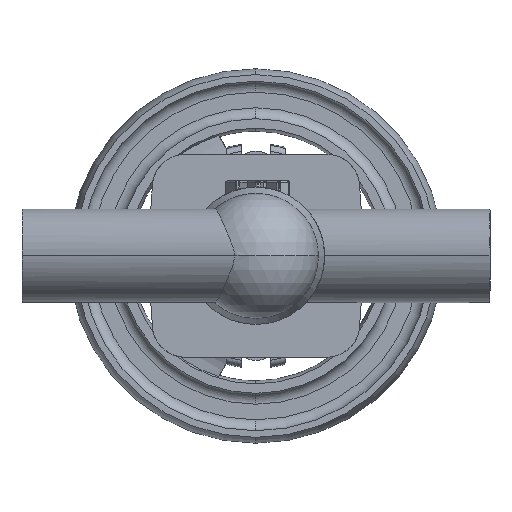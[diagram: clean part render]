
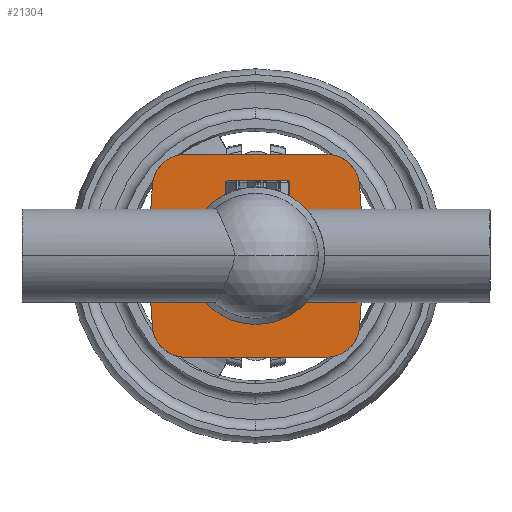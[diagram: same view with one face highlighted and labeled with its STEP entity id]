
A CAD part, front view. The second image highlights one B-rep face of the part: STEP entity #21304.
In plain terms, the highlighted planar face has unit normal (0, -1, 0).
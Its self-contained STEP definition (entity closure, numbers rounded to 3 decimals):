
#217 = EDGE_CURVE ( 'NONE', #20037, #3538, #7659, .T. ) ;
#267 = AXIS2_PLACEMENT_3D ( 'NONE', #10397, #586, #12035 ) ;
#437 = VERTEX_POINT ( 'NONE', #14783 ) ;
#453 = VERTEX_POINT ( 'NONE', #2438 ) ;
#580 = AXIS2_PLACEMENT_3D ( 'NONE', #14945, #5152, #16563 ) ;
#586 = DIRECTION ( 'NONE',  ( 0., -1., 0. ) ) ;
#796 = EDGE_CURVE ( 'NONE', #7527, #3396, #20254, .T. ) ;
#1073 = CARTESIAN_POINT ( 'NONE',  ( 22.709, 28., -22. ) ) ;
#1125 = CARTESIAN_POINT ( 'NONE',  ( 20.68, 28., 7.506 ) ) ;
#1470 = VECTOR ( 'NONE', #7194, 1000. ) ;
#1501 = ORIENTED_EDGE ( 'NONE', *, *, #217, .F. ) ;
#1511 = CARTESIAN_POINT ( 'NONE',  ( 0., 28., 22. ) ) ;
#2438 = CARTESIAN_POINT ( 'NONE',  ( 22.709, 28., -32.5 ) ) ;
#2656 = VERTEX_POINT ( 'NONE', #9379 ) ;
#2731 = DIRECTION ( 'NONE',  ( 0., 0., 1. ) ) ;
#2732 = EDGE_CURVE ( 'NONE', #15046, #4998, #16639, .T. ) ;
#2890 = ORIENTED_EDGE ( 'NONE', *, *, #9004, .T. ) ;
#3120 = VERTEX_POINT ( 'NONE', #8551 ) ;
#3396 = VERTEX_POINT ( 'NONE', #12038 ) ;
#3462 = ORIENTED_EDGE ( 'NONE', *, *, #19244, .F. ) ;
#3508 = EDGE_CURVE ( 'NONE', #6443, #3396, #9864, .T. ) ;
#3538 = VERTEX_POINT ( 'NONE', #15145 ) ;
#3948 = CARTESIAN_POINT ( 'NONE',  ( 25.805, 28., 5.211 ) ) ;
#4761 =( BOUNDED_CURVE ( )  B_SPLINE_CURVE ( 3, ( #5211, #12190, #20317, #10078 ),
 .UNSPECIFIED., .F., .F. ) 
 B_SPLINE_CURVE_WITH_KNOTS ( ( 4, 4 ),
 ( 3.142, 3.666 ),
 .UNSPECIFIED. ) 
 CURVE ( )  GEOMETRIC_REPRESENTATION_ITEM ( )  RATIONAL_B_SPLINE_CURVE ( ( 1., 0.977, 0.977, 1. ) ) 
 REPRESENTATION_ITEM ( '' )  );
#4807 = VERTEX_POINT ( 'NONE', #20421 ) ;
#4998 = VERTEX_POINT ( 'NONE', #11927 ) ;
#5152 = DIRECTION ( 'NONE',  ( 0., -1., 0. ) ) ;
#5211 = CARTESIAN_POINT ( 'NONE',  ( 28.458, 28., 0. ) ) ;
#5244 = VECTOR ( 'NONE', #18851, 1000. ) ;
#5410 = CARTESIAN_POINT ( 'NONE',  ( 34.773, 28., 0. ) ) ;
#5499 = EDGE_CURVE ( 'NONE', #4807, #10742, #14239, .T. ) ;
#5593 = ORIENTED_EDGE ( 'NONE', *, *, #8990, .T. ) ;
#5711 = PLANE ( 'NONE',  #12555 ) ;
#6071 = FACE_OUTER_BOUND ( 'NONE', #11893, .T. ) ;
#6123 = CARTESIAN_POINT ( 'NONE',  ( 32.5, 28., -32.5 ) ) ;
#6259 = CARTESIAN_POINT ( 'NONE',  ( -22.709, 28., 32.5 ) ) ;
#6261 = VECTOR ( 'NONE', #20700, 1000. ) ;
#6267 = ORIENTED_EDGE ( 'NONE', *, *, #11182, .F. ) ;
#6365 = LINE ( 'NONE', #19000, #10739 ) ;
#6368 = CARTESIAN_POINT ( 'NONE',  ( -22.709, 28., -32.5 ) ) ;
#6443 = VERTEX_POINT ( 'NONE', #13607 ) ;
#6552 = ORIENTED_EDGE ( 'NONE', *, *, #3508, .F. ) ;
#6575 = FACE_BOUND ( 'NONE', #19867, .T. ) ;
#6701 = AXIS2_PLACEMENT_3D ( 'NONE', #1073, #12528, #2731 ) ;
#6871 = DIRECTION ( 'NONE',  ( 0., 0., 1. ) ) ;
#7194 = DIRECTION ( 'NONE',  ( -1., 0., 0. ) ) ;
#7244 = DIRECTION ( 'NONE',  ( 0., -1., 0. ) ) ;
#7527 = VERTEX_POINT ( 'NONE', #6259 ) ;
#7591 = CARTESIAN_POINT ( 'NONE',  ( 0., 28., 0. ) ) ;
#7659 = LINE ( 'NONE', #5410, #7926 ) ;
#7926 = VECTOR ( 'NONE', #10109, 1000. ) ;
#8208 = CARTESIAN_POINT ( 'NONE',  ( 32.5, 28., 32.5 ) ) ;
#8409 = CIRCLE ( 'NONE', #18004, 10.5 ) ;
#8493 = DIRECTION ( 'NONE',  ( 0., 0., 1. ) ) ;
#8551 = CARTESIAN_POINT ( 'NONE',  ( 22.709, 28., 32.5 ) ) ;
#8694 = EDGE_CURVE ( 'NONE', #2656, #20037, #6365, .T. ) ;
#8990 = EDGE_CURVE ( 'NONE', #2656, #3120, #8409, .T. ) ;
#8991 = ORIENTED_EDGE ( 'NONE', *, *, #13719, .T. ) ;
#9004 = EDGE_CURVE ( 'NONE', #4998, #437, #4761, .T. ) ;
#9055 = CARTESIAN_POINT ( 'NONE',  ( 0., 28., 0. ) ) ;
#9344 = CARTESIAN_POINT ( 'NONE',  ( -22.709, 28., -22. ) ) ;
#9379 = CARTESIAN_POINT ( 'NONE',  ( 33.183, 28., 22.732 ) ) ;
#9418 = CARTESIAN_POINT ( 'NONE',  ( 28.458, 28., 0. ) ) ;
#9622 = CARTESIAN_POINT ( 'NONE',  ( 22.709, 28., 22. ) ) ;
#9864 = LINE ( 'NONE', #15492, #6261 ) ;
#10005 = LINE ( 'NONE', #8208, #18744 ) ;
#10078 = CARTESIAN_POINT ( 'NONE',  ( 20.68, 28., -7.506 ) ) ;
#10109 = DIRECTION ( 'NONE',  ( -0.07, 0., -0.998 ) ) ;
#10397 = CARTESIAN_POINT ( 'NONE',  ( 0., 28., 0. ) ) ;
#10616 = LINE ( 'NONE', #17326, #5244 ) ;
#10730 = DIRECTION ( 'NONE',  ( 0., 0., 1. ) ) ;
#10739 = VECTOR ( 'NONE', #16213, 1000. ) ;
#10740 = ORIENTED_EDGE ( 'NONE', *, *, #17005, .F. ) ;
#10742 = VERTEX_POINT ( 'NONE', #6368 ) ;
#11182 = EDGE_CURVE ( 'NONE', #11599, #15258, #14373, .T. ) ;
#11221 = CARTESIAN_POINT ( 'NONE',  ( 20.68, 28., 7.506 ) ) ;
#11599 = VERTEX_POINT ( 'NONE', #1511 ) ;
#11893 = EDGE_LOOP ( 'NONE', ( #3462, #17141, #20844, #8991, #1501, #12229, #5593, #13166, #12759, #6552 ) ) ;
#11927 = CARTESIAN_POINT ( 'NONE',  ( 28.458, 28., 0. ) ) ;
#11957 = CIRCLE ( 'NONE', #267, 22. ) ;
#12035 = DIRECTION ( 'NONE',  ( 0., 0., 1. ) ) ;
#12038 = CARTESIAN_POINT ( 'NONE',  ( -33.183, 28., 22.732 ) ) ;
#12190 = CARTESIAN_POINT ( 'NONE',  ( 28.458, 28., -2.651 ) ) ;
#12229 = ORIENTED_EDGE ( 'NONE', *, *, #8694, .F. ) ;
#12528 = DIRECTION ( 'NONE',  ( 0., -1., 0. ) ) ;
#12555 = AXIS2_PLACEMENT_3D ( 'NONE', #9055, #20562, #10730 ) ;
#12759 = ORIENTED_EDGE ( 'NONE', *, *, #796, .T. ) ;
#13166 = ORIENTED_EDGE ( 'NONE', *, *, #16945, .F. ) ;
#13506 = CARTESIAN_POINT ( 'NONE',  ( 34.773, 28., 0. ) ) ;
#13607 = CARTESIAN_POINT ( 'NONE',  ( -34.773, 28., 0. ) ) ;
#13719 = EDGE_CURVE ( 'NONE', #453, #3538, #14862, .T. ) ;
#14120 = AXIS2_PLACEMENT_3D ( 'NONE', #15000, #7244, #6871 ) ;
#14239 = CIRCLE ( 'NONE', #17815, 10.5 ) ;
#14317 = ORIENTED_EDGE ( 'NONE', *, *, #2732, .T. ) ;
#14373 = CIRCLE ( 'NONE', #17981, 22. ) ;
#14480 = EDGE_CURVE ( 'NONE', #15046, #11599, #11957, .T. ) ;
#14516 = LINE ( 'NONE', #6123, #1470 ) ;
#14783 = CARTESIAN_POINT ( 'NONE',  ( 20.68, 28., -7.506 ) ) ;
#14862 = CIRCLE ( 'NONE', #6701, 10.5 ) ;
#14945 = CARTESIAN_POINT ( 'NONE',  ( 0., 28., 0. ) ) ;
#15000 = CARTESIAN_POINT ( 'NONE',  ( -22.709, 28., 22. ) ) ;
#15046 = VERTEX_POINT ( 'NONE', #1125 ) ;
#15145 = CARTESIAN_POINT ( 'NONE',  ( 33.183, 28., -22.732 ) ) ;
#15258 = VERTEX_POINT ( 'NONE', #16835 ) ;
#15492 = CARTESIAN_POINT ( 'NONE',  ( -34.773, 28., 0. ) ) ;
#15534 = DIRECTION ( 'NONE',  ( 0., -1., 0. ) ) ;
#16049 = DIRECTION ( 'NONE',  ( 0., 0., 1. ) ) ;
#16100 = DIRECTION ( 'NONE',  ( 0., -1., 0. ) ) ;
#16213 = DIRECTION ( 'NONE',  ( 0.07, 0., -0.998 ) ) ;
#16563 = DIRECTION ( 'NONE',  ( 0., 0., 1. ) ) ;
#16639 =( BOUNDED_CURVE ( )  B_SPLINE_CURVE ( 3, ( #11221, #3948, #20183, #9418 ),
 .UNSPECIFIED., .F., .T. ) 
 B_SPLINE_CURVE_WITH_KNOTS ( ( 4, 4 ),
 ( 2.618, 3.142 ),
 .UNSPECIFIED. ) 
 CURVE ( )  GEOMETRIC_REPRESENTATION_ITEM ( )  RATIONAL_B_SPLINE_CURVE ( ( 1., 0.977, 0.977, 1. ) ) 
 REPRESENTATION_ITEM ( '' )  );
#16660 = CIRCLE ( 'NONE', #580, 22. ) ;
#16835 = CARTESIAN_POINT ( 'NONE',  ( 0., 28., -22. ) ) ;
#16945 = EDGE_CURVE ( 'NONE', #7527, #3120, #10005, .T. ) ;
#17005 = EDGE_CURVE ( 'NONE', #15258, #437, #16660, .T. ) ;
#17141 = ORIENTED_EDGE ( 'NONE', *, *, #5499, .T. ) ;
#17326 = CARTESIAN_POINT ( 'NONE',  ( -32.5, 28., -32.5 ) ) ;
#17815 = AXIS2_PLACEMENT_3D ( 'NONE', #9344, #16100, #16049 ) ;
#17981 = AXIS2_PLACEMENT_3D ( 'NONE', #7591, #19615, #8493 ) ;
#18004 = AXIS2_PLACEMENT_3D ( 'NONE', #9622, #15534, #18270 ) ;
#18270 = DIRECTION ( 'NONE',  ( 0., 0., 1. ) ) ;
#18498 = EDGE_CURVE ( 'NONE', #453, #10742, #14516, .T. ) ;
#18744 = VECTOR ( 'NONE', #19619, 1000. ) ;
#18851 = DIRECTION ( 'NONE',  ( -0.07, 0., 0.998 ) ) ;
#19000 = CARTESIAN_POINT ( 'NONE',  ( 32.5, 28., 32.5 ) ) ;
#19244 = EDGE_CURVE ( 'NONE', #4807, #6443, #10616, .T. ) ;
#19615 = DIRECTION ( 'NONE',  ( 0., -1., 0. ) ) ;
#19619 = DIRECTION ( 'NONE',  ( 1., 0., 0. ) ) ;
#19867 = EDGE_LOOP ( 'NONE', ( #20145, #14317, #2890, #10740, #6267 ) ) ;
#20037 = VERTEX_POINT ( 'NONE', #13506 ) ;
#20145 = ORIENTED_EDGE ( 'NONE', *, *, #14480, .F. ) ;
#20183 = CARTESIAN_POINT ( 'NONE',  ( 28.458, 28., 2.651 ) ) ;
#20254 = CIRCLE ( 'NONE', #14120, 10.5 ) ;
#20317 = CARTESIAN_POINT ( 'NONE',  ( 25.805, 28., -5.211 ) ) ;
#20421 = CARTESIAN_POINT ( 'NONE',  ( -33.183, 28., -22.732 ) ) ;
#20562 = DIRECTION ( 'NONE',  ( 0., 1., 0. ) ) ;
#20700 = DIRECTION ( 'NONE',  ( 0.07, 0., 0.998 ) ) ;
#20844 = ORIENTED_EDGE ( 'NONE', *, *, #18498, .F. ) ;
#21304 = ADVANCED_FACE ( 'NONE', ( #6071, #6575 ), #5711, .F. ) ;
